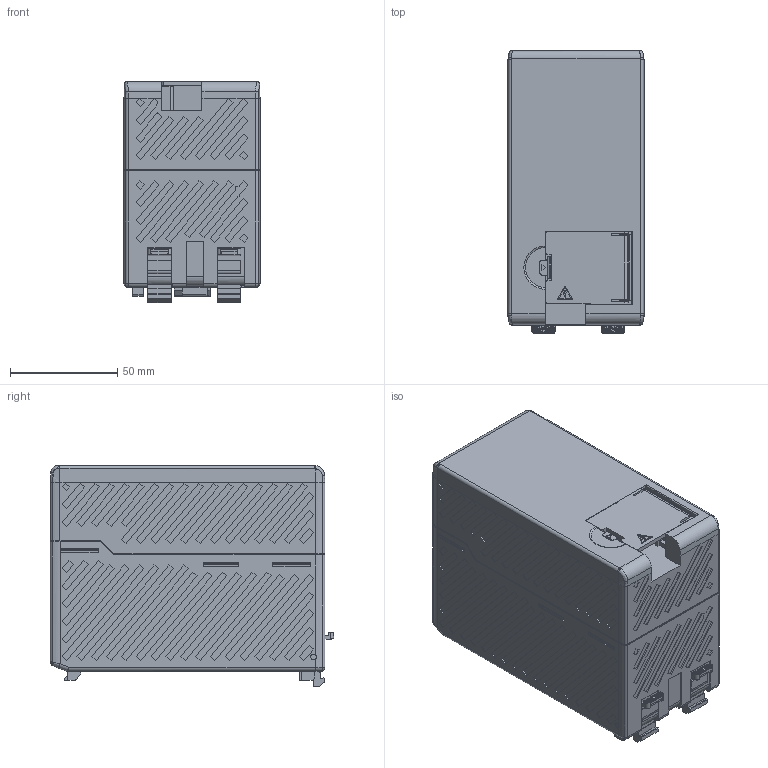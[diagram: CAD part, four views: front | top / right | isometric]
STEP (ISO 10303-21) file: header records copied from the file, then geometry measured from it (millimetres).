
FILE_DESCRIPTION (( 'STEP AP203' ), '1' );
FILE_NAME ('P3-01DC.STEP', '2010-10-28T11:52:00', ( '.adc' ), ( '' ), 'SwSTEP 2.0', 'SolidWorks 2009', '' );
FILE_SCHEMA (( 'CONFIG_CONTROL_DESIGN' ));
Length unit declared in the file: millimetre
Products named in the file (1): P3-01DC
Bounding box: 63.5 x 132.08 x 103.27 mm (x, y, z)
Volume: 760236.5 mm3; surface area: 64605.2 mm2
Topology: 1 solids, 9 shells, 1485 faces, 4018 edges, 2651 vertices
Faces by surface type: plane 1280, cylinder 164, bspline 18, cone 14, torus 8, sphere 1
Entity records: 46749 total; most frequent: CARTESIAN_POINT 9358, ORIENTED_EDGE 8028, DIRECTION 7153, EDGE_CURVE 4014, VECTOR 3551, LINE 3551, VERTEX_POINT 2651, AXIS2_PLACEMENT_3D 1801
